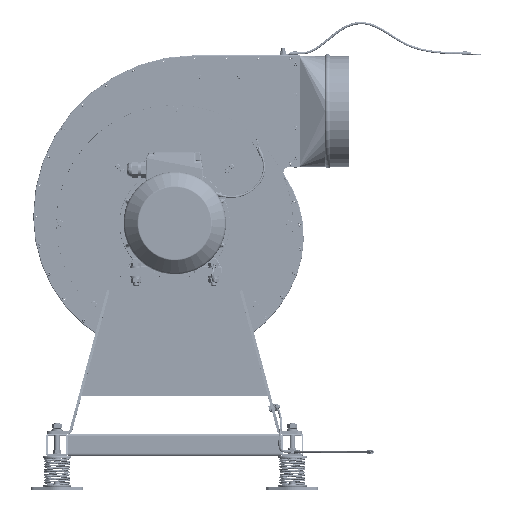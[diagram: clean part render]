
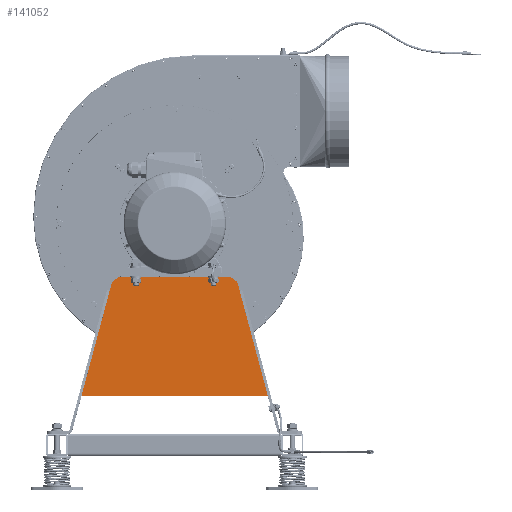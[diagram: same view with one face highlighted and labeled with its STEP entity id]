
A CAD part, top view. The second image highlights one B-rep face of the part: STEP entity #141052.
In plain terms, the highlighted planar face has unit normal (0, 0, 1).
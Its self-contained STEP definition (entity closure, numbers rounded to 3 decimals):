
#13834=LINE('',#244484,#23870);
#13835=LINE('',#244485,#23871);
#13837=LINE('',#244490,#23873);
#13838=LINE('',#244491,#23874);
#13839=LINE('',#244492,#23875);
#13840=LINE('',#244494,#23876);
#13841=LINE('',#244496,#23877);
#13842=LINE('',#244498,#23878);
#13843=LINE('',#244500,#23879);
#13844=LINE('',#244502,#23880);
#13845=LINE('',#244504,#23881);
#13846=LINE('',#244505,#23882);
#23870=VECTOR('',#177112,10.);
#23871=VECTOR('',#177113,10.);
#23873=VECTOR('',#177117,10.);
#23874=VECTOR('',#177118,10.);
#23875=VECTOR('',#177119,10.);
#23876=VECTOR('',#177120,10.);
#23877=VECTOR('',#177121,10.);
#23878=VECTOR('',#177122,10.);
#23879=VECTOR('',#177123,10.);
#23880=VECTOR('',#177124,10.);
#23881=VECTOR('',#177125,10.);
#23882=VECTOR('',#177126,10.);
#34132=FACE_OUTER_BOUND('',#42997,.T.);
#42997=EDGE_LOOP('',(#107920,#107921,#107922,#107923,#107924,#107925,#107926,
#107927,#107928,#107929,#107930,#107931));
#60411=VERTEX_POINT('',#244384);
#60414=VERTEX_POINT('',#244394);
#60420=VERTEX_POINT('',#244414);
#60444=VERTEX_POINT('',#244482);
#60445=VERTEX_POINT('',#244488);
#60446=VERTEX_POINT('',#244489);
#60447=VERTEX_POINT('',#244493);
#60448=VERTEX_POINT('',#244495);
#60449=VERTEX_POINT('',#244497);
#60450=VERTEX_POINT('',#244499);
#60451=VERTEX_POINT('',#244501);
#60452=VERTEX_POINT('',#244503);
#77119=EDGE_CURVE('',#60444,#60414,#13834,.T.);
#77120=EDGE_CURVE('',#60411,#60420,#13835,.T.);
#77122=EDGE_CURVE('',#60445,#60446,#13837,.T.);
#77123=EDGE_CURVE('',#60420,#60445,#13838,.T.);
#77124=EDGE_CURVE('',#60414,#60411,#13839,.T.);
#77125=EDGE_CURVE('',#60447,#60444,#13840,.T.);
#77126=EDGE_CURVE('',#60448,#60447,#13841,.T.);
#77127=EDGE_CURVE('',#60449,#60448,#13842,.T.);
#77128=EDGE_CURVE('',#60450,#60449,#13843,.T.);
#77129=EDGE_CURVE('',#60451,#60450,#13844,.T.);
#77130=EDGE_CURVE('',#60452,#60451,#13845,.T.);
#77131=EDGE_CURVE('',#60446,#60452,#13846,.T.);
#107920=ORIENTED_EDGE('',*,*,#77122,.F.);
#107921=ORIENTED_EDGE('',*,*,#77123,.F.);
#107922=ORIENTED_EDGE('',*,*,#77120,.F.);
#107923=ORIENTED_EDGE('',*,*,#77124,.F.);
#107924=ORIENTED_EDGE('',*,*,#77119,.F.);
#107925=ORIENTED_EDGE('',*,*,#77125,.F.);
#107926=ORIENTED_EDGE('',*,*,#77126,.F.);
#107927=ORIENTED_EDGE('',*,*,#77127,.F.);
#107928=ORIENTED_EDGE('',*,*,#77128,.F.);
#107929=ORIENTED_EDGE('',*,*,#77129,.F.);
#107930=ORIENTED_EDGE('',*,*,#77130,.F.);
#107931=ORIENTED_EDGE('',*,*,#77131,.F.);
#127049=PLANE('',#151187);
#141052=ADVANCED_FACE('',(#34132),#127049,.T.);
#151187=AXIS2_PLACEMENT_3D('',#244487,#177115,#177116);
#177112=DIRECTION('',(0.259,0.966,0.));
#177113=DIRECTION('',(0.259,0.966,0.));
#177115=DIRECTION('center_axis',(0.,0.,
1.));
#177116=DIRECTION('ref_axis',(1.,0.,0.));
#177117=DIRECTION('',(0.793,0.609,0.));
#177118=DIRECTION('',(0.259,0.966,0.));
#177119=DIRECTION('',(0.259,0.966,0.));
#177120=DIRECTION('',(-1.,0.,0.));
#177121=DIRECTION('',(0.259,-0.966,0.));
#177122=DIRECTION('',(0.259,-0.966,0.));
#177123=DIRECTION('',(0.259,-0.966,0.));
#177124=DIRECTION('',(0.259,-0.966,0.));
#177125=DIRECTION('',(0.793,-0.609,0.));
#177126=DIRECTION('',(1.,0.,0.));
#244384=CARTESIAN_POINT('',(-173.799,-316.279,114.5));
#244394=CARTESIAN_POINT('',(-177.681,-330.768,114.5));
#244414=CARTESIAN_POINT('',(-130.581,-154.987,114.5));
#244482=CARTESIAN_POINT('',(-181.948,-346.691,114.5));
#244484=CARTESIAN_POINT('',(-149.754,-226.545,114.5));
#244485=CARTESIAN_POINT('',(-149.754,-226.545,114.5));
#244487=CARTESIAN_POINT('Origin',(-13.839,-251.548,114.5));
#244488=CARTESIAN_POINT('',(-126.927,-141.351,114.5));
#244489=CARTESIAN_POINT('',(-114.339,-131.691,114.5));
#244490=CARTESIAN_POINT('',(-114.801,-132.046,114.5));
#244491=CARTESIAN_POINT('',(-181.948,-346.691,114.5));
#244492=CARTESIAN_POINT('',(-181.948,-346.691,114.5));
#244493=CARTESIAN_POINT('',(154.271,-346.691,114.5));
#244494=CARTESIAN_POINT('',(154.271,-346.691,114.5));
#244495=CARTESIAN_POINT('',(150.004,-330.768,114.5));
#244496=CARTESIAN_POINT('',(96.661,-131.691,114.5));
#244497=CARTESIAN_POINT('',(146.121,-316.279,114.5));
#244498=CARTESIAN_POINT('',(96.661,-131.691,114.5));
#244499=CARTESIAN_POINT('',(102.904,-154.987,114.5));
#244500=CARTESIAN_POINT('',(96.661,-131.691,114.5));
#244501=CARTESIAN_POINT('',(99.25,-141.351,114.5));
#244502=CARTESIAN_POINT('',(96.661,-131.691,114.5));
#244503=CARTESIAN_POINT('',(86.661,-131.691,114.5));
#244504=CARTESIAN_POINT('',(87.124,-132.046,114.5));
#244505=CARTESIAN_POINT('',(-124.339,-131.691,114.5));
